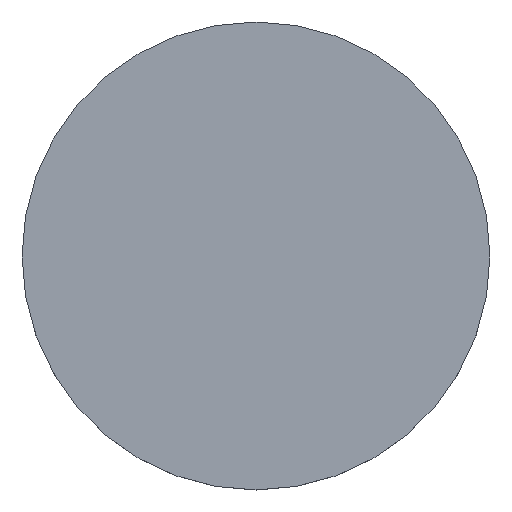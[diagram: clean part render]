
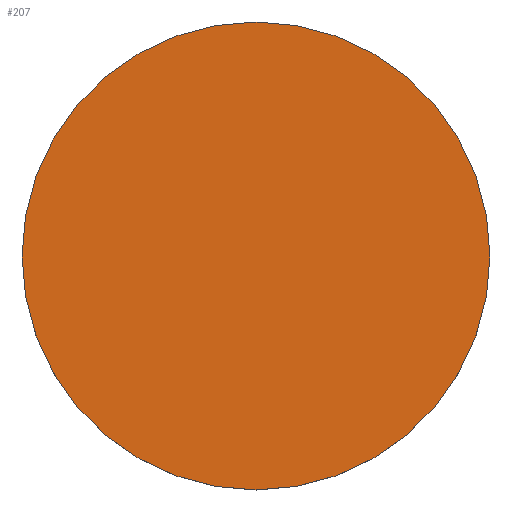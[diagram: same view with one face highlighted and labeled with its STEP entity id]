
A CAD part, top view. The second image highlights one B-rep face of the part: STEP entity #207.
In plain terms, the highlighted planar face has unit normal (0, 0, 1).
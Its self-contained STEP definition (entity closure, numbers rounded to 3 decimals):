
#35 = CARTESIAN_POINT ( 'NONE',  ( 0., 0., 4. ) ) ;
#37 = DIRECTION ( 'NONE',  ( 1., 0., 0. ) ) ;
#39 = DIRECTION ( 'NONE',  ( 1., 0., 0. ) ) ;
#41 = PLANE ( 'NONE',  #68 ) ;
#44 = ORIENTED_EDGE ( 'NONE', *, *, #109, .F. ) ;
#55 = EDGE_LOOP ( 'NONE', ( #44, #101 ) ) ;
#67 = AXIS2_PLACEMENT_3D ( 'NONE', #35, #159, #37 ) ;
#68 = AXIS2_PLACEMENT_3D ( 'NONE', #138, #112, #137 ) ;
#69 = CARTESIAN_POINT ( 'NONE',  ( -12.7, 0., 4. ) ) ;
#97 = CARTESIAN_POINT ( 'NONE',  ( 0., 0., 4. ) ) ;
#101 = ORIENTED_EDGE ( 'NONE', *, *, #230, .F. ) ;
#109 = EDGE_CURVE ( 'NONE', #216, #150, #209, .T. ) ;
#112 = DIRECTION ( 'NONE',  ( 0., 0., 1. ) ) ;
#135 = FACE_OUTER_BOUND ( 'NONE', #55, .T. ) ;
#137 = DIRECTION ( 'NONE',  ( 1., 0., 0. ) ) ;
#138 = CARTESIAN_POINT ( 'NONE',  ( 0., 26.112, 4. ) ) ;
#150 = VERTEX_POINT ( 'NONE', #69 ) ;
#159 = DIRECTION ( 'NONE',  ( 0., 0., -1. ) ) ;
#172 = CIRCLE ( 'NONE', #204, 12.7 ) ;
#191 = DIRECTION ( 'NONE',  ( 0., 0., -1. ) ) ;
#195 = CARTESIAN_POINT ( 'NONE',  ( 12.7, 0., 4. ) ) ;
#204 = AXIS2_PLACEMENT_3D ( 'NONE', #97, #191, #39 ) ;
#207 = ADVANCED_FACE ( 'NONE', ( #135 ), #41, .T. ) ;
#209 = CIRCLE ( 'NONE', #67, 12.7 ) ;
#216 = VERTEX_POINT ( 'NONE', #195 ) ;
#230 = EDGE_CURVE ( 'NONE', #150, #216, #172, .T. ) ;
